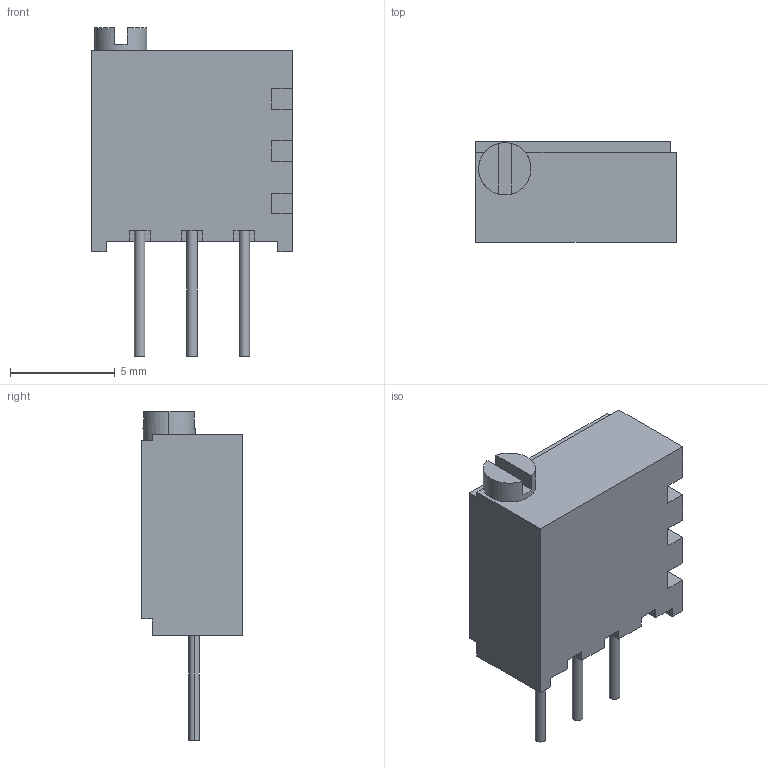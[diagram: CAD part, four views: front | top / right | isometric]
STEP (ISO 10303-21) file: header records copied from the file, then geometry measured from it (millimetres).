
FILE_DESCRIPTION (( 'STEP AP214' ), '1' );
FILE_NAME ('RES-ADJ-TH_3P_L9.6-W4.8-P2.50-L.step', '2022-07-28T08:42:57', ( '' ), ( '' ), 'SwSTEP 2.0', 'SolidWorks 2020', '' );
FILE_SCHEMA (( 'AUTOMOTIVE_DESIGN' ));
Length unit declared in the file: millimetre
Products named in the file (1): RES-ADJ-TH_3P_L9.6-W4.8-P2.50-L
Bounding box: 9.6 x 4.8 x 15.7 mm (x, y, z)
Volume: 410.5 mm3; surface area: 435.7 mm2
Topology: 4 solids, 4 shells, 282 faces, 765 edges, 510 vertices
Faces by surface type: plane 176, bspline 98, cylinder 8
Entity records: 12277 total; most frequent: CARTESIAN_POINT 2864, ORIENTED_EDGE 1530, DIRECTION 957, EDGE_CURVE 765, VECTOR 543, LINE 543, VERTEX_POINT 510, EDGE_LOOP 301
